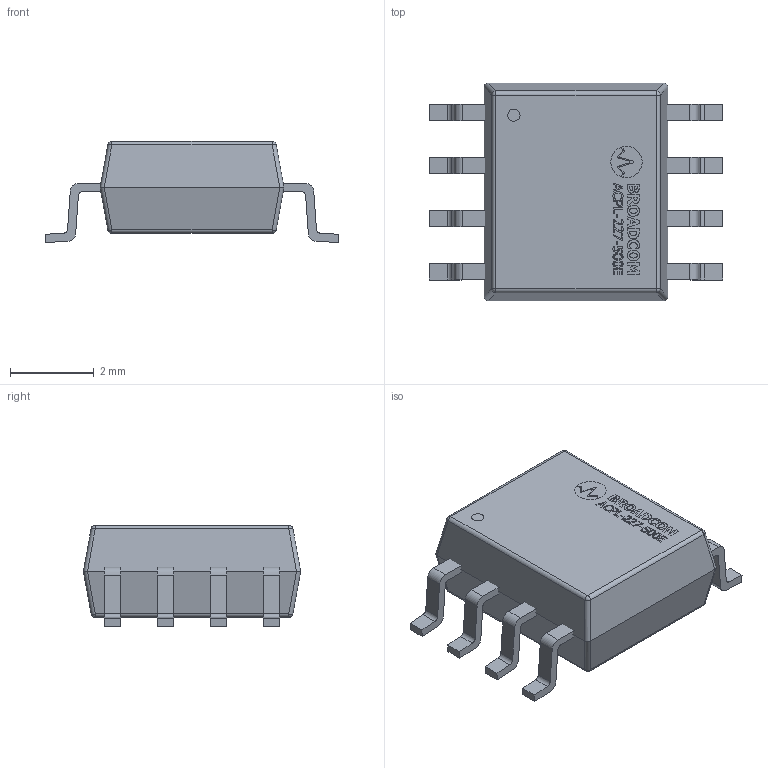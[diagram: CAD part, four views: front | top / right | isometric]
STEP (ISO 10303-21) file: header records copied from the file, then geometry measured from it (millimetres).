
FILE_DESCRIPTION( ( '' ), ' ' );
FILE_NAME( '5c601de41b3b20153e538d62.step', '2019-02-10T12:49:41', ( '' ), ( '' ), ' ', ' ', ' ' );
FILE_SCHEMA( ( 'AUTOMOTIVE_DESIGN { 1 0 10303 214 1 1 1 1 }' ) );
Length unit declared in the file: metre
Products named in the file (29): Open CASCADE STEP translator 6.8 4; Open CASCADE STEP translator 6.8 3; Open CASCADE STEP translator 6.8 2; Open CASCADE STEP translator 6.8 1
Bounding box: 7.02 x 5.2 x 2.42 mm (x, y, z)
Volume: 49.2 mm3; surface area: 127.1 mm2
Topology: 29 solids, 29 shells, 475 faces, 1219 edges, 802 vertices
Faces by surface type: plane 256, cylinder 106, extrusion 103, sphere 8, bspline 2
Full cylindrical faces by diameter (mm): 0.292 x1
Entity records: 25536 total; most frequent: CARTESIAN_POINT 4126, ORIENTED_EDGE 2436, DIRECTION 2052, STYLED_ITEM 1693, PRESENTATION_STYLE_ASSIGNMENT 1693, COLOUR_RGB 1693, EDGE_CURVE 1218, CURVE_STYLE 1218
